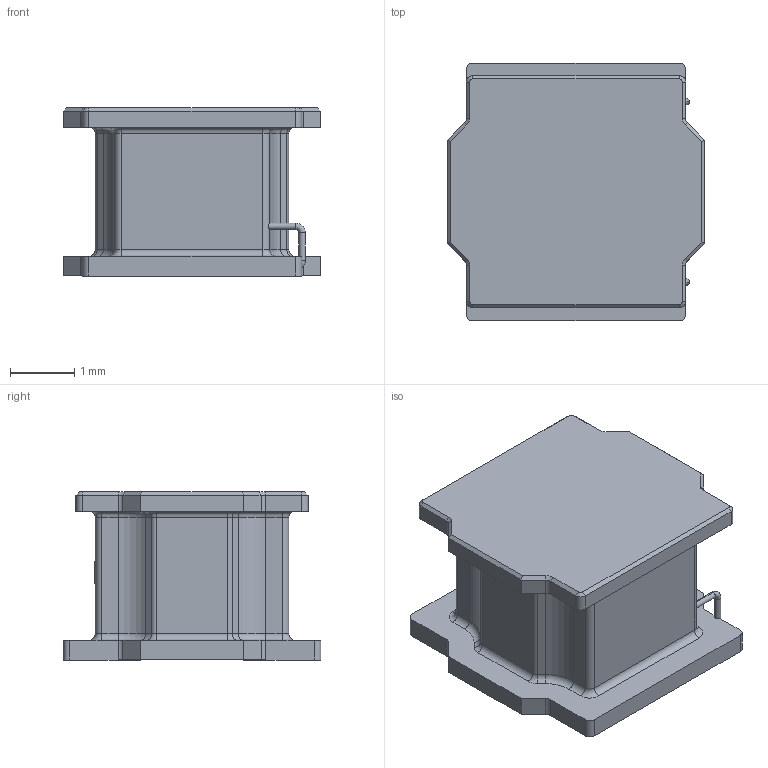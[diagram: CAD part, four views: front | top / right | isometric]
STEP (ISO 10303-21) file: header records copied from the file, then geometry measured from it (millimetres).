
FILE_DESCRIPTION (( 'STEP AP214' ), '1' );
FILE_NAME ('IND-SMD_L4.0-W4.0-H2.6_FNR40XXS.step', '2023-12-08T07:06:50', ( '' ), ( '' ), 'SwSTEP 2.0', 'SolidWorks 2020', '' );
FILE_SCHEMA (( 'AUTOMOTIVE_DESIGN' ));
Length unit declared in the file: millimetre
Products named in the file (1): IND-SMD_L4.0-W4.0-H2.6_FNR40XXS
Bounding box: 4 x 4 x 2.61 mm (x, y, z)
Volume: 24.8 mm3; surface area: 70.3 mm2
Topology: 1 solids, 1 shells, 437 faces, 1153 edges, 742 vertices
Faces by surface type: plane 227, bspline 112, cylinder 60, torus 30, cone 8
Entity records: 19503 total; most frequent: CARTESIAN_POINT 4522, ORIENTED_EDGE 2306, DIRECTION 1731, EDGE_CURVE 1153, VECTOR 763, LINE 763, VERTEX_POINT 742, AXIS2_PLACEMENT_3D 484
